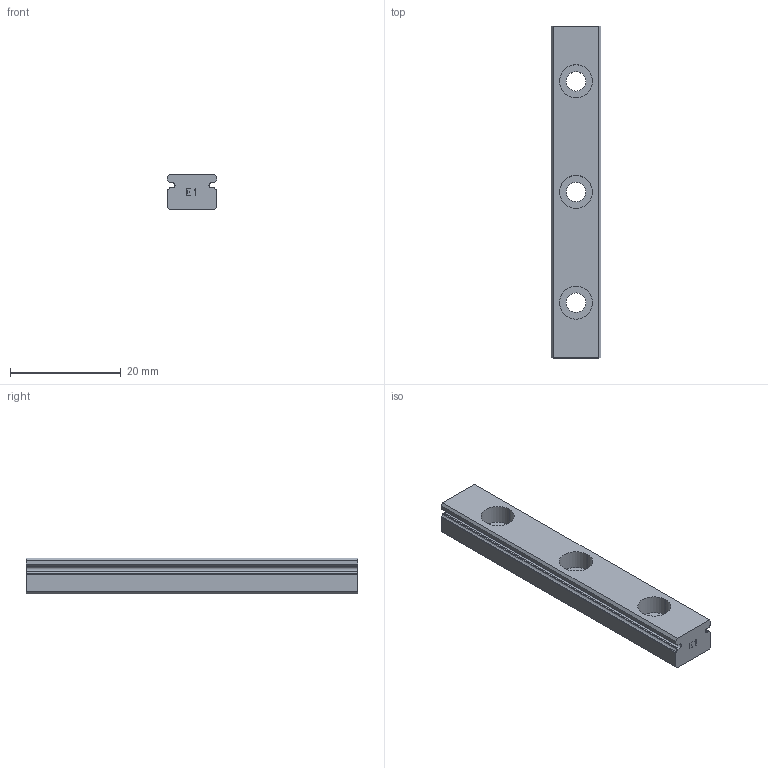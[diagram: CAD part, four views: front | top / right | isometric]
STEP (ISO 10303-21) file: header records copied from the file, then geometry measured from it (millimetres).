
FILE_DESCRIPTION (( 'STEP AP203' ), '1' );
FILE_NAME ('13-018276.step', '2022-02-15T16:25:21', ( '' ), ( '' ), 'SwSTEP 2.0', 'SolidWorks 2021', '' );
FILE_SCHEMA (( 'CONFIG_CONTROL_DESIGN' ));
Length unit declared in the file: millimetre
Products named in the file (1): 13-018276
Bounding box: 9 x 60 x 6.5 mm (x, y, z)
Volume: 2934.6 mm3; surface area: 2385.4 mm2
Topology: 1 solids, 1 shells, 110 faces, 303 edges, 202 vertices
Faces by surface type: plane 82, cylinder 28
Entity records: 3572 total; most frequent: CARTESIAN_POINT 616, ORIENTED_EDGE 606, DIRECTION 581, EDGE_CURVE 303, VECTOR 247, LINE 247, VERTEX_POINT 202, AXIS2_PLACEMENT_3D 167
